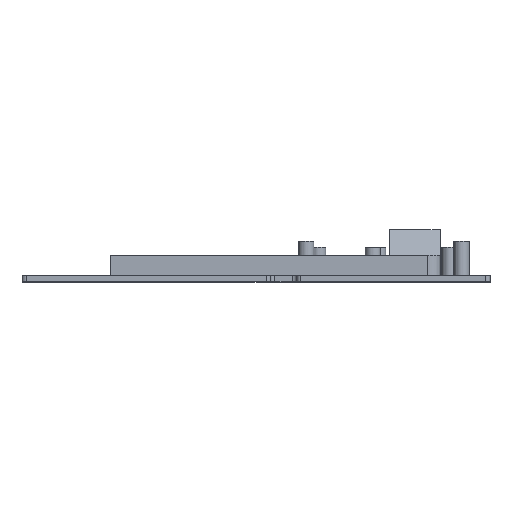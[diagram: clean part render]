
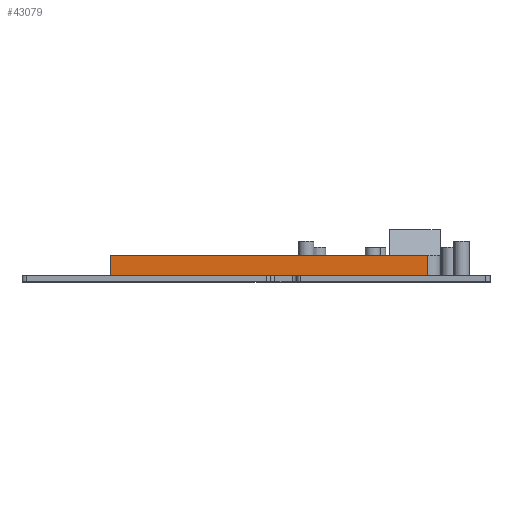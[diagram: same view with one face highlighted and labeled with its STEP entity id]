
A CAD part, top view. The second image highlights one B-rep face of the part: STEP entity #43079.
In plain terms, the highlighted planar face has unit normal (0, 0, 1).
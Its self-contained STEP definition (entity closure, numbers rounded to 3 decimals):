
#7892=FACE_OUTER_BOUND('',#10500,.T.);
#10500=EDGE_LOOP('',(#29123,#29124,#29125,#29126));
#13132=LINE('',#56617,#14844);
#13219=LINE('',#56933,#14931);
#13454=LINE('',#57419,#15166);
#13485=LINE('',#57482,#15197);
#14844=VECTOR('',#48809,10.);
#14931=VECTOR('',#49064,10.);
#15166=VECTOR('',#49479,10.);
#15197=VECTOR('',#49562,10.);
#16575=VERTEX_POINT('',#56614);
#16576=VERTEX_POINT('',#56616);
#16720=VERTEX_POINT('',#56930);
#16721=VERTEX_POINT('',#56932);
#21276=EDGE_CURVE('',#16575,#16576,#13132,.T.);
#21429=EDGE_CURVE('',#16720,#16721,#13219,.T.);
#21685=EDGE_CURVE('',#16576,#16720,#13454,.T.);
#21716=EDGE_CURVE('',#16721,#16575,#13485,.T.);
#29123=ORIENTED_EDGE('',*,*,#21276,.F.);
#29124=ORIENTED_EDGE('',*,*,#21716,.F.);
#29125=ORIENTED_EDGE('',*,*,#21429,.F.);
#29126=ORIENTED_EDGE('',*,*,#21685,.F.);
#42567=PLANE('',#45909);
#43079=ADVANCED_FACE('',(#7892),#42567,.T.);
#45909=AXIS2_PLACEMENT_3D('',#57483,#49563,#49564);
#48809=DIRECTION('',(-1.,0.,0.));
#49064=DIRECTION('',(1.,0.,0.));
#49479=DIRECTION('',(0.,1.,0.));
#49562=DIRECTION('',(0.,-1.,0.));
#49563=DIRECTION('center_axis',(0.,0.,
1.));
#49564=DIRECTION('ref_axis',(1.,0.,0.));
#56614=CARTESIAN_POINT('',(84.5,3.,75.336));
#56616=CARTESIAN_POINT('',(-71.5,3.,75.336));
#56617=CARTESIAN_POINT('',(23.75,3.,75.336));
#56930=CARTESIAN_POINT('',(-71.5,13.,75.336));
#56932=CARTESIAN_POINT('',(84.5,13.,75.336));
#56933=CARTESIAN_POINT('',(65.,13.,75.336));
#57419=CARTESIAN_POINT('',(-71.5,8.,75.336));
#57482=CARTESIAN_POINT('',(84.5,8.,75.336));
#57483=CARTESIAN_POINT('Origin',(10.,8.,75.336));
